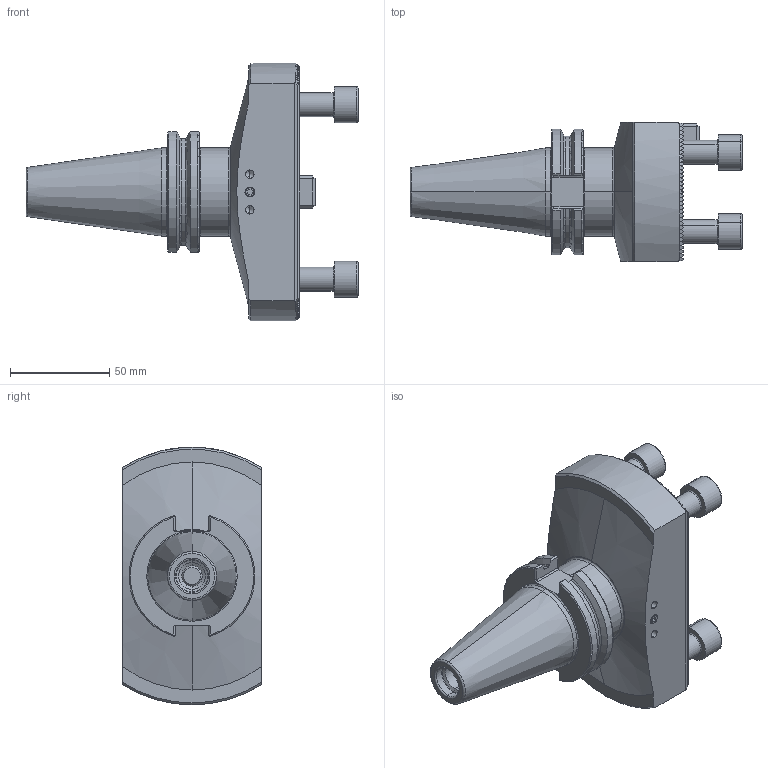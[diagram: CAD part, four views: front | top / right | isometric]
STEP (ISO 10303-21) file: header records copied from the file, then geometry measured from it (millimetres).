
FILE_DESCRIPTION (( 'STEP AP203' ), '1' );
FILE_NAME ('E04.340.130.069.STEP', '2018-03-07T08:29:06', ( 'SWIAdmin' ), ( 'Hewlett-Packard Company' ), 'SwSTEP 2.0', 'SolidWorks 2017', '' );
FILE_SCHEMA (( 'CONFIG_CONTROL_DESIGN' ));
Length unit declared in the file: millimetre
Products named in the file (7): Ko1-ER1.001.016_A; E04.340.130.069; CT4-Ko1.K01.069_A; DIN 908 - M12x1.5; ISO 4026 - M5 x 8; ISO 4762 M12 x 25; ISO 4762 M6 x 16
Assembly tree (10 placements, depth 2):
  E04.340.130.069
    CT4-Ko1.K01.069_A
    DIN 908 - M12x1.5
    ISO 4026 - M5 x 8  x2
    ISO 4762 M12 x 25  x4
    ISO 4762 M6 x 16
    Ko1-ER1.001.016_A
Bounding box: 167.42 x 70 x 130 mm (x, y, z)
Volume: 387390.7 mm3; surface area: 72839.1 mm2
Topology: 10 solids, 10 shells, 856 faces, 2316 edges, 1465 vertices
Faces by surface type: plane 496, cylinder 201, cone 113, torus 46
Entity records: 26942 total; most frequent: CARTESIAN_POINT 7821, ORIENTED_EDGE 4152, DIRECTION 3417, EDGE_CURVE 2076, VERTEX_POINT 1346, AXIS2_PLACEMENT_3D 1274, LINE 869, VECTOR 869
